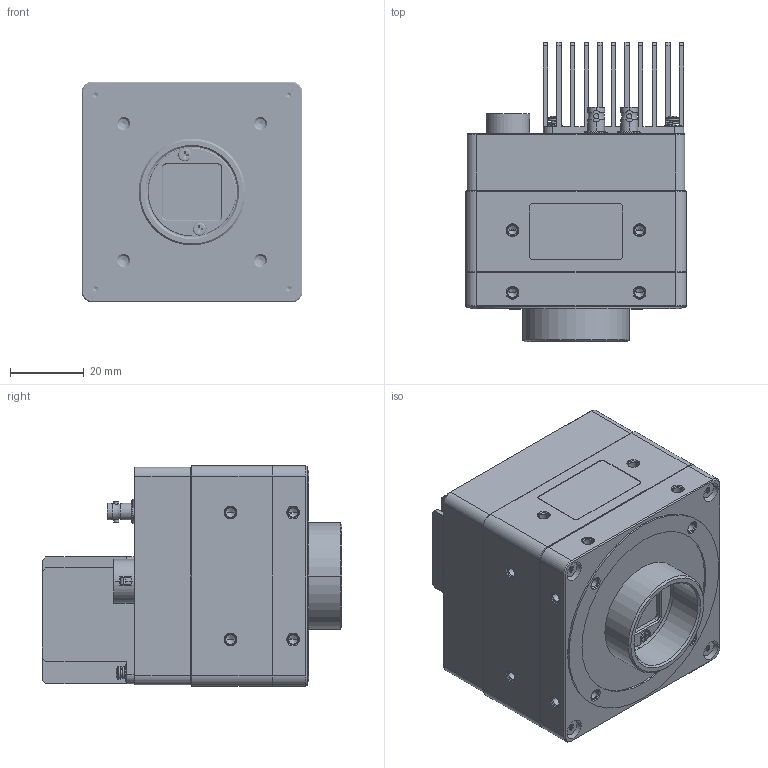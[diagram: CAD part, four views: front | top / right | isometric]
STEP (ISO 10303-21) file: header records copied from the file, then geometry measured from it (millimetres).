
FILE_DESCRIPTION((''),'2;1');
FILE_NAME('0-DH9-RDI000594-0001_ASM','2025-04-02T11:28:45',('25338'),(''),'CREO PARAMETRIC BY PTC INC, 2020184','CREO PARAMETRIC BY PTC INC, 2020184','');
FILE_SCHEMA(('CONFIG_CONTROL_DESIGN','SHAPE_APPEARANCE_LAYERS_GROUPS'));
Products named in the file (23): DH9-RDI000594-6029; DH9-RDI000594-6029-SY000_ASM; HD-BNC-75KYHD1; HR-PCB-0400-00-PCB-KU3P-00_ASM; 1-2-17-04-10007; DH9-RDI000594-1001; UA5161-AB1A-1R; HR-PCB-0402-00-BO-00_ASM; 1-2-54-14-10510-000; DH3-0195-2000; 1-2-54-14-10306-000; DH9-RDI000594-6052; 1-2-54-14-10453-000; DH9-RDI000594-V007_ASM; DH9-RDI000594-6003; DH9-RDI000594-V002_ASM; DH9-RDI000594-6008; DH9-RDI000526-2138; DH0-000-2256; DH9-RDI000526-9001; DH0-000-2316; DH9-RDI000594-V005_ASM; 0-DH9-RDI000594-0001_ASM
Assembly tree (33 placements, depth 4):
  0-DH9-RDI000594-0001_ASM
    DH9-RDI000594-V007_ASM
      DH9-RDI000594-6029-SY000_ASM
        DH9-RDI000594-6029
      HR-PCB-0400-00-PCB-KU3P-00_ASM
        HD-BNC-75KYHD1  x2
      HR-PCB-0402-00-BO-00_ASM
        1-2-17-04-10007
        DH9-RDI000594-1001
        UA5161-AB1A-1R
      1-2-54-14-10510-000  x2
      DH3-0195-2000  x2
      1-2-54-14-10306-000  x4
      DH9-RDI000594-6052
      1-2-54-14-10453-000  x2
    DH9-RDI000594-V002_ASM
      DH9-RDI000594-6003
    DH9-RDI000594-V005_ASM
      DH9-RDI000594-6008
      DH9-RDI000526-2138
      DH0-000-2256  x2
      DH9-RDI000526-9001
      DH0-000-2316  x4
Bounding box: 60 x 81.47 x 60 mm (x, y, z)
Volume: 150994.2 mm3; surface area: 69800.9 mm2
Topology: 28 solids, 103 shells, 3214 faces, 8430 edges, 5339 vertices
Faces by surface type: plane 1349, cylinder 1137, cone 406, bspline 263, torus 51, sphere 8
Full cylindrical faces by diameter (mm): 1.8 x2, 3.2 x2
Entity records: 110864 total; most frequent: CARTESIAN_POINT 28474, DIRECTION 13042, ORIENTED_EDGE 12670, PRESENTATION_STYLE_ASSIGNMENT 6537, STYLED_ITEM 6512, CURVE_STYLE 6443, EDGE_CURVE 6443, AXIS2_PLACEMENT_3D 4593
